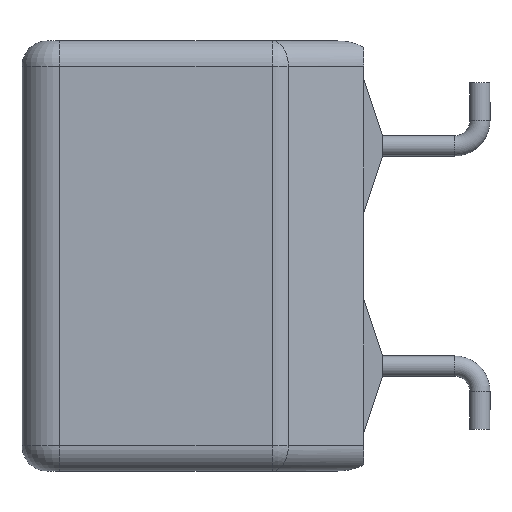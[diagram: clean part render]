
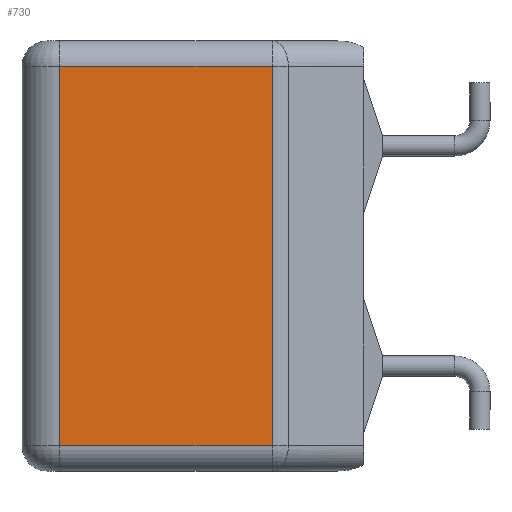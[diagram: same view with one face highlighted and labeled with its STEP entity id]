
A CAD part, left-side view. The second image highlights one B-rep face of the part: STEP entity #730.
In plain terms, the highlighted planar face has unit normal (-1, 0, 0).
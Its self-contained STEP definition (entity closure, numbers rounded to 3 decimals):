
#49 = DIRECTION ( 'NONE',  ( 0., -1., 0. ) ) ;
#63 = VECTOR ( 'NONE', #1279, 1000. ) ;
#96 = VERTEX_POINT ( 'NONE', #883 ) ;
#136 = VERTEX_POINT ( 'NONE', #2077 ) ;
#300 = PLANE ( 'NONE',  #1992 ) ;
#397 = CARTESIAN_POINT ( 'NONE',  ( -3.2, 17., -7.5 ) ) ;
#418 = CARTESIAN_POINT ( 'NONE',  ( -3.2, 17., 8.5 ) ) ;
#533 = DIRECTION ( 'NONE',  ( 0., 1., 0. ) ) ;
#615 = LINE ( 'NONE', #418, #660 ) ;
#647 = ORIENTED_EDGE ( 'NONE', *, *, #674, .T. ) ;
#660 = VECTOR ( 'NONE', #1433, 1000. ) ;
#674 = EDGE_CURVE ( 'NONE', #2318, #136, #906, .T. ) ;
#705 = LINE ( 'NONE', #2149, #899 ) ;
#714 = FACE_OUTER_BOUND ( 'NONE', #1526, .T. ) ;
#730 = ADVANCED_FACE ( 'NONE', ( #714 ), #300, .F. ) ;
#777 = VECTOR ( 'NONE', #49, 1000. ) ;
#883 = CARTESIAN_POINT ( 'NONE',  ( -3.2, 17., -7.5 ) ) ;
#886 = ORIENTED_EDGE ( 'NONE', *, *, #2241, .T. ) ;
#899 = VECTOR ( 'NONE', #533, 1000. ) ;
#906 = LINE ( 'NONE', #2297, #63 ) ;
#1095 = DIRECTION ( 'NONE',  ( 1., 0., 0. ) ) ;
#1139 = CARTESIAN_POINT ( 'NONE',  ( -3.2, 17., 8.5 ) ) ;
#1187 = ORIENTED_EDGE ( 'NONE', *, *, #2534, .T. ) ;
#1279 = DIRECTION ( 'NONE',  ( 0., 0., 1. ) ) ;
#1433 = DIRECTION ( 'NONE',  ( 0., 0., -1. ) ) ;
#1442 = EDGE_CURVE ( 'NONE', #2264, #96, #615, .T. ) ;
#1526 = EDGE_LOOP ( 'NONE', ( #2267, #1187, #647, #886 ) ) ;
#1881 = LINE ( 'NONE', #397, #777 ) ;
#1992 = AXIS2_PLACEMENT_3D ( 'NONE', #1139, #1095, #2359 ) ;
#2077 = CARTESIAN_POINT ( 'NONE',  ( -3.2, 8.616, 7.5 ) ) ;
#2149 = CARTESIAN_POINT ( 'NONE',  ( -3.2, 17., 7.5 ) ) ;
#2180 = CARTESIAN_POINT ( 'NONE',  ( -3.2, 17., 7.5 ) ) ;
#2241 = EDGE_CURVE ( 'NONE', #136, #2264, #705, .T. ) ;
#2264 = VERTEX_POINT ( 'NONE', #2180 ) ;
#2267 = ORIENTED_EDGE ( 'NONE', *, *, #1442, .T. ) ;
#2297 = CARTESIAN_POINT ( 'NONE',  ( -3.2, 8.616, 8.5 ) ) ;
#2318 = VERTEX_POINT ( 'NONE', #2507 ) ;
#2359 = DIRECTION ( 'NONE',  ( 0., 1., 0. ) ) ;
#2507 = CARTESIAN_POINT ( 'NONE',  ( -3.2, 8.616, -7.5 ) ) ;
#2534 = EDGE_CURVE ( 'NONE', #96, #2318, #1881, .T. ) ;
